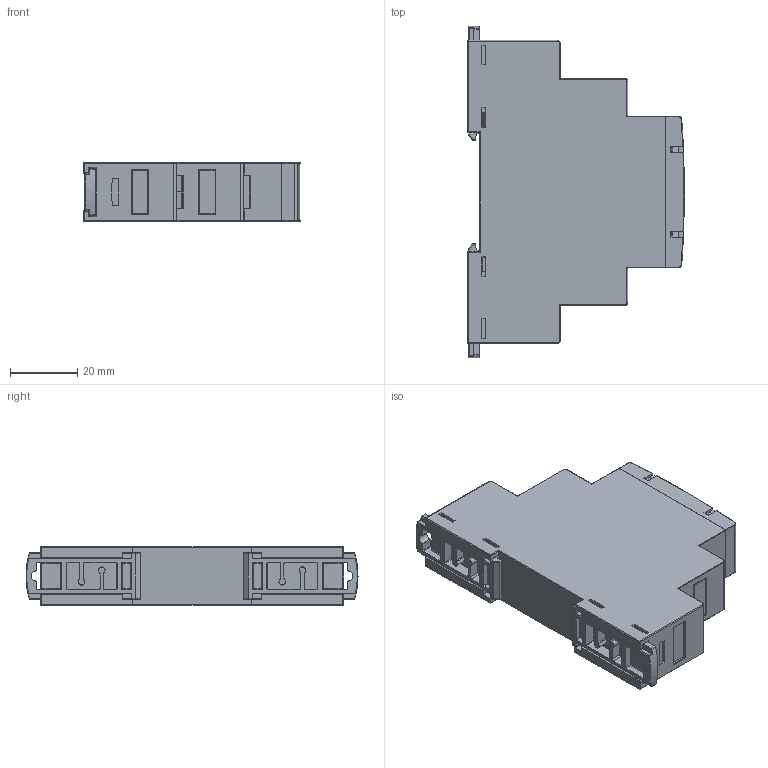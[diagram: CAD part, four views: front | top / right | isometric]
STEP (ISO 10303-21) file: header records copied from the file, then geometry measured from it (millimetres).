
FILE_DESCRIPTION (( 'STEP AP214' ), '1' );
FILE_NAME ('RPB 2Z.STEP', '2022-04-06T05:43:43', ( '' ), ( '' ), 'SwSTEP 2.0', 'SolidWorks 2021', '' );
FILE_SCHEMA (( 'AUTOMOTIVE_DESIGN' ));
Length unit declared in the file: millimetre
Products named in the file (1): RPB 2Z
Bounding box: 64.32 x 98.58 x 17.5 mm (x, y, z)
Volume: 72981.8 mm3; surface area: 27391.1 mm2
Topology: 1 solids, 7 shells, 1366 faces, 3698 edges, 2326 vertices
Faces by surface type: plane 742, cylinder 391, bspline 88, torus 69, cone 40, sphere 36
Entity records: 45531 total; most frequent: CARTESIAN_POINT 12592, ORIENTED_EDGE 7316, DIRECTION 6315, EDGE_CURVE 3658, VERTEX_POINT 2326, VECTOR 2305, LINE 2305, AXIS2_PLACEMENT_3D 2005
